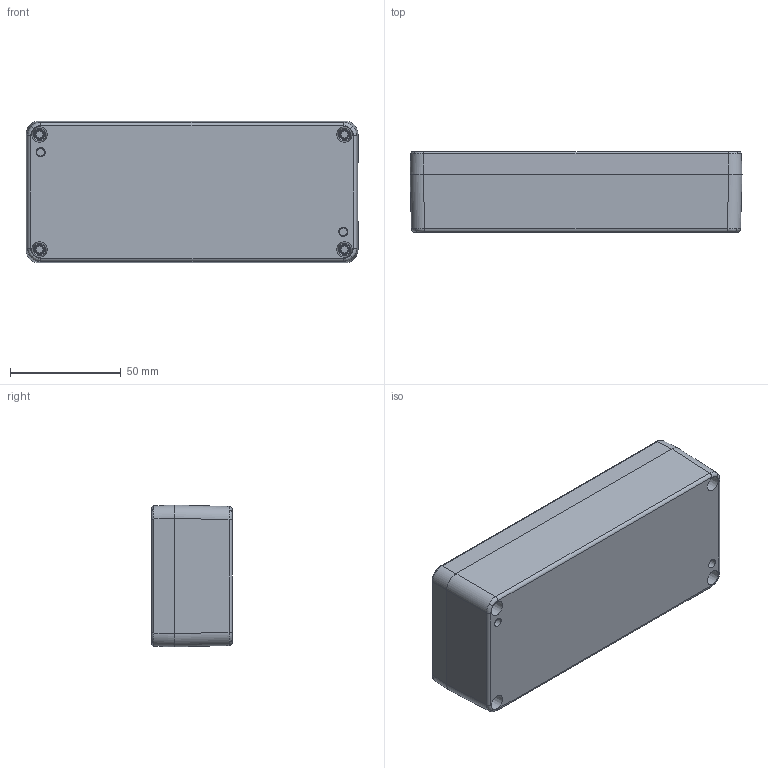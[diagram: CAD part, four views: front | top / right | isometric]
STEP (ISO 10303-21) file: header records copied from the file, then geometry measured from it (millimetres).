
FILE_DESCRIPTION (( 'STEP AP214' ), '1' );
FILE_NAME ('1550Z109.STEP', '2020-11-05T19:51:24', ( '' ), ( '' ), 'SwSTEP 2.0', 'SolidWorks 2019', '' );
FILE_SCHEMA (( 'AUTOMOTIVE_DESIGN' ));
Length unit declared in the file: inch
Products named in the file (1): 1550Z109
Bounding box: 150.2 x 36.4 x 64.2 mm (x, y, z)
Volume: 115358.4 mm3; surface area: 75022.6 mm2
Topology: 7 solids, 7 shells, 1539 faces, 3969 edges, 2517 vertices
Faces by surface type: bspline 662, plane 393, cone 248, cylinder 236
Full cylindrical faces by diameter (mm): 3.3 x4, 3.9 x60, 7.6 x4
Entity records: 75782 total; most frequent: CARTESIAN_POINT 45575, ORIENTED_EDGE 7012, DIRECTION 4386, EDGE_CURVE 3506, VERTEX_POINT 2308, EDGE_LOOP 1888, FACE_OUTER_BOUND 1619, AXIS2_PLACEMENT_3D 1614
